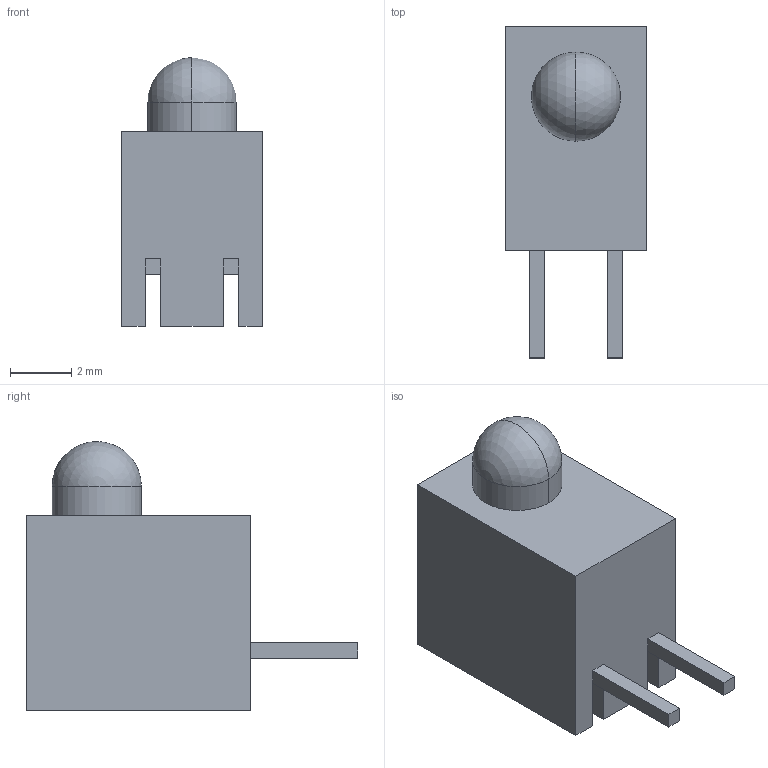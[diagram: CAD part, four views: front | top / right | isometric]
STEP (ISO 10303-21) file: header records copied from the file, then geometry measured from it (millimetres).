
FILE_DESCRIPTION (( 'STEP AP214' ), '1' );
FILE_NAME ('934CB.STEP', '2008-08-27T22:15:38', ( '' ), ( '' ), 'SwSTEP 2.0', 'SolidWorks 2008', '' );
FILE_SCHEMA (( 'AUTOMOTIVE_DESIGN' ));
Length unit declared in the file: millimetre
Products named in the file (1): 934CB
Bounding box: 4.6 x 10.8 x 8.75 mm (x, y, z)
Volume: 214 mm3; surface area: 298.5 mm2
Topology: 1 solids, 1 shells, 313 faces, 845 edges, 561 vertices
Faces by surface type: plane 191, bspline 116, cylinder 4, sphere 2
Entity records: 18627 total; most frequent: CARTESIAN_POINT 8102, ORIENTED_EDGE 1682, DIRECTION 1015, EDGE_CURVE 841, VECTOR 599, LINE 599, VERTEX_POINT 559, EDGE_LOOP 342
